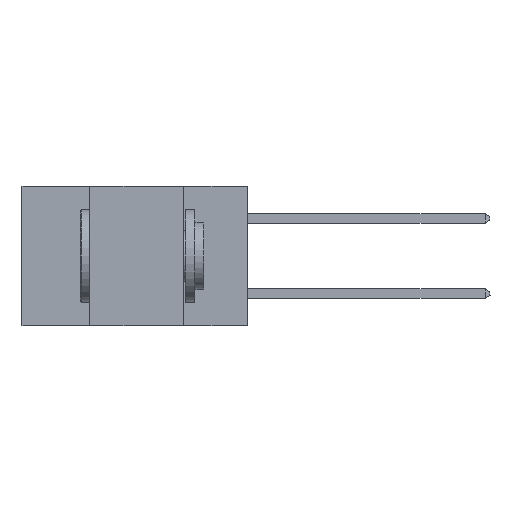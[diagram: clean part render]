
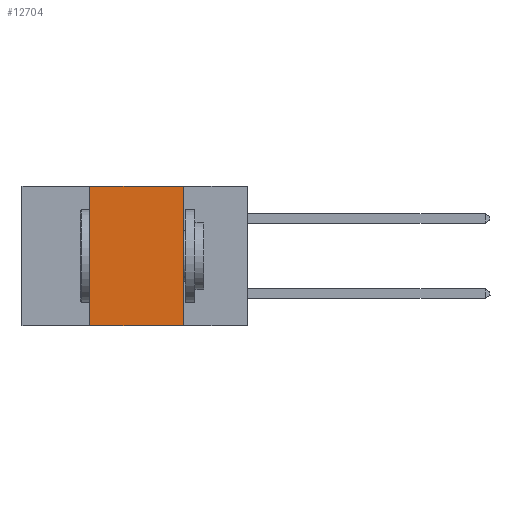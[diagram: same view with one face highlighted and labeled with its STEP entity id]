
A CAD part, left-side view. The second image highlights one B-rep face of the part: STEP entity #12704.
In plain terms, the highlighted planar face has unit normal (-1, 0, 0).
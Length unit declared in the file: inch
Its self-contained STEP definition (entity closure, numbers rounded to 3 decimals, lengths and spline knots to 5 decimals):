
#1229 = CARTESIAN_POINT ( 'NONE',  ( 0., 0.17, 0. ) ) ;
#2450 = DIRECTION ( 'NONE',  ( 0., 0., 1. ) ) ;
#2889 = ORIENTED_EDGE ( 'NONE', *, *, #12907, .T. ) ;
#3316 = CARTESIAN_POINT ( 'NONE',  ( 0., 0.17, -0.37 ) ) ;
#3502 = PLANE ( 'NONE',  #6192 ) ;
#3615 = CARTESIAN_POINT ( 'NONE',  ( 0., 0.42, -0.37 ) ) ;
#4591 = EDGE_CURVE ( 'NONE', #19830, #11327, #5891, .T. ) ;
#4664 = EDGE_CURVE ( 'NONE', #7174, #4739, #7225, .T. ) ;
#4739 = VERTEX_POINT ( 'NONE', #3316 ) ;
#5891 = LINE ( 'NONE', #12645, #12387 ) ;
#6016 = DIRECTION ( 'NONE',  ( 0., 0., -1. ) ) ;
#6192 = AXIS2_PLACEMENT_3D ( 'NONE', #17285, #11106, #14977 ) ;
#6660 = VECTOR ( 'NONE', #7812, 39.37008 ) ;
#7174 = VERTEX_POINT ( 'NONE', #14463 ) ;
#7225 = LINE ( 'NONE', #1229, #13374 ) ;
#7416 = EDGE_CURVE ( 'NONE', #11327, #7174, #9440, .T. ) ;
#7597 = ORIENTED_EDGE ( 'NONE', *, *, #4664, .F. ) ;
#7812 = DIRECTION ( 'NONE',  ( 0., -1., 0. ) ) ;
#8673 = EDGE_LOOP ( 'NONE', ( #7597, #14913, #19925, #2889 ) ) ;
#9440 = LINE ( 'NONE', #9893, #6660 ) ;
#9893 = CARTESIAN_POINT ( 'NONE',  ( 0., 0.6, 0. ) ) ;
#10913 = DIRECTION ( 'NONE',  ( 0., -1., 0. ) ) ;
#11106 = DIRECTION ( 'NONE',  ( 1., 0., 0. ) ) ;
#11327 = VERTEX_POINT ( 'NONE', #16649 ) ;
#12387 = VECTOR ( 'NONE', #2450, 39.37008 ) ;
#12645 = CARTESIAN_POINT ( 'NONE',  ( 0., 0.42, 0. ) ) ;
#12704 = ADVANCED_FACE ( 'NONE', ( #18525 ), #3502, .F. ) ;
#12907 = EDGE_CURVE ( 'NONE', #19830, #4739, #24059, .T. ) ;
#13374 = VECTOR ( 'NONE', #6016, 39.37008 ) ;
#14463 = CARTESIAN_POINT ( 'NONE',  ( 0., 0.17, 0. ) ) ;
#14913 = ORIENTED_EDGE ( 'NONE', *, *, #7416, .F. ) ;
#14977 = DIRECTION ( 'NONE',  ( 0., 0., -1. ) ) ;
#16649 = CARTESIAN_POINT ( 'NONE',  ( 0., 0.42, 0. ) ) ;
#16959 = VECTOR ( 'NONE', #10913, 39.37008 ) ;
#17285 = CARTESIAN_POINT ( 'NONE',  ( 0., 0.6, 0. ) ) ;
#18525 = FACE_OUTER_BOUND ( 'NONE', #8673, .T. ) ;
#19830 = VERTEX_POINT ( 'NONE', #3615 ) ;
#19925 = ORIENTED_EDGE ( 'NONE', *, *, #4591, .F. ) ;
#22798 = CARTESIAN_POINT ( 'NONE',  ( 0., 0.6, -0.37 ) ) ;
#24059 = LINE ( 'NONE', #22798, #16959 ) ;
